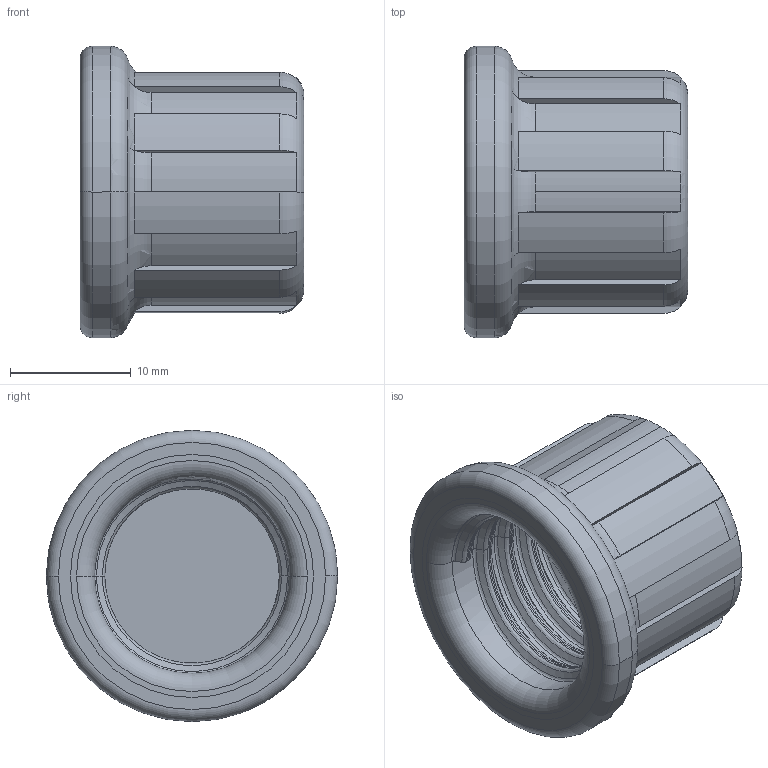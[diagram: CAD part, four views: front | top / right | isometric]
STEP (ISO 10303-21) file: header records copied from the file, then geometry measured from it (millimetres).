
FILE_DESCRIPTION(('CATIA V5 STEP Exchange'),'2;1');
FILE_NAME('BOSCHUNG_SM_V2_CAP.stp','2023-11-15T21:15:34+00:00',('none'),('none'),'CATIA Unofficial Packaging Version SP3','CATIA V5 STEP AP203','none');
FILE_SCHEMA(('CONFIG_CONTROL_DESIGN'));
Length unit declared in the file: millimetre
Products named in the file (1): BOSCHUNG_SM_V2_CAP
Bounding box: 18.5 x 24.1 x 24.1 mm (x, y, z)
Volume: 3144.1 mm3; surface area: 2948.9 mm2
Topology: 1 solids, 1 shells, 147 faces, 351 edges, 209 vertices
Faces by surface type: bspline 64, cylinder 31, torus 28, plane 24
Entity records: 5872 total; most frequent: CARTESIAN_POINT 3141, ORIENTED_EDGE 702, EDGE_CURVE 351, DIRECTION 319, VERTEX_POINT 208, AXIS2_PLACEMENT_3D 205, CIRCLE 155, EDGE_LOOP 149
